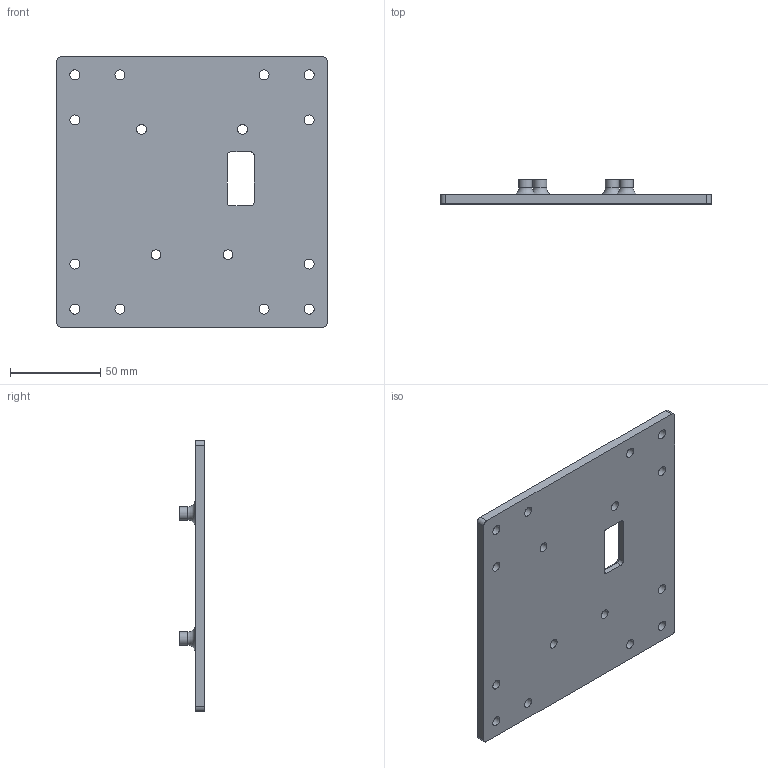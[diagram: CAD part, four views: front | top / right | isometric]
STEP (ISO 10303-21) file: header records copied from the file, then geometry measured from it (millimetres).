
FILE_DESCRIPTION(/* description */ (''),/* implementation_level */ '2;1');
FILE_NAME(/* name */ 'agv_lidar_base.stp',/* time_stamp */ '2021-04-22T23:58:25-05:00',/* author */ ('jesse'),/* organization */ (''),/* preprocessor_version */ 'ST-DEVELOPER v18.1',/* originating_system */ 'Autodesk Inventor 2021',/* authorisation */ '');
FILE_SCHEMA (('AUTOMOTIVE_DESIGN { 1 0 10303 214 3 1 1 }'));
Length unit declared in the file: centimetre
Products named in the file (1): agv_nano_base
Bounding box: 150 x 13.5 x 150 mm (x, y, z)
Volume: 109360.1 mm3; surface area: 49293.6 mm2
Topology: 1 solids, 1 shells, 54 faces, 136 edges, 88 vertices
Faces by surface type: cylinder 32, plane 14, torus 8
Full cylindrical faces by diameter (mm): 5.4 x4, 5.5 x12, 7.4 x4
Entity records: 1765 total; most frequent: DIRECTION 326, CARTESIAN_POINT 279, ORIENTED_EDGE 272, EDGE_CURVE 136, AXIS2_PLACEMENT_3D 135, EDGE_LOOP 92, VERTEX_POINT 88, CIRCLE 80
